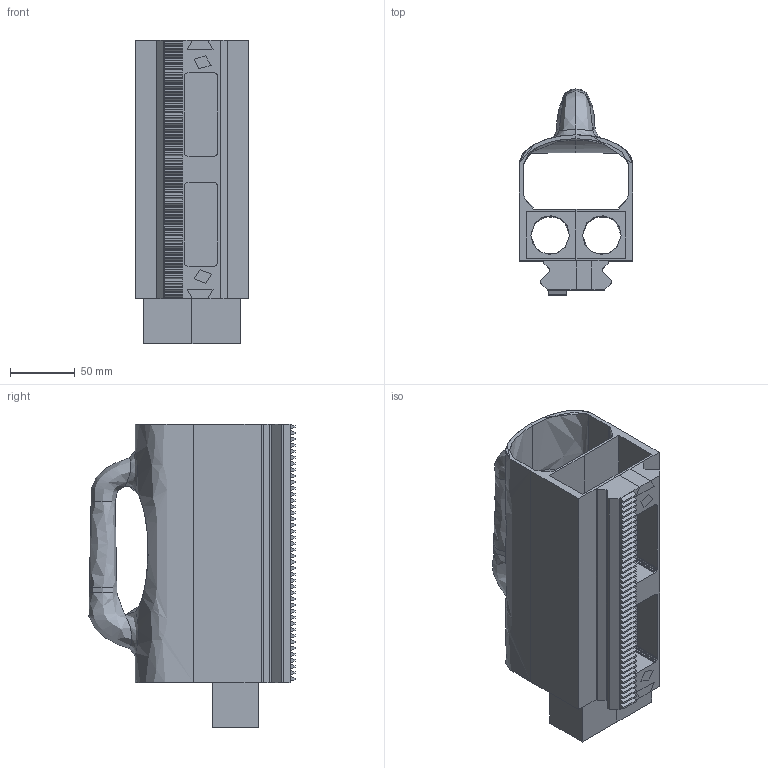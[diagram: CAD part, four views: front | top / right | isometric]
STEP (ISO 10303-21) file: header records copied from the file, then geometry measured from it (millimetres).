
FILE_DESCRIPTION(/* description */ (''),/* implementation_level */ '2;1');
FILE_NAME(/* name */ 'O_FDF1~1',/* time_stamp */ '2025-11-24T23:32:27+08:00',/* author */ (''),/* organization */ (''),/* preprocessor_version */ 'ST-DEVELOPER v16.5',/* originating_system */ '',/* authorisation */ '');
FILE_SCHEMA (('CONFIG_CONTROL_DESIGN'));
Length unit declared in the file: millimetre
Products named in the file (1): Document
Bounding box: 88.08 x 159.56 x 234.95 mm (x, y, z)
Volume: 752409.8 mm3; surface area: 209431.7 mm2
Topology: 1 solids, 1 shells, 337 faces, 964 edges, 629 vertices
Faces by surface type: plane 293, bspline 32, cylinder 12
Entity records: 32885 total; most frequent: CARTESIAN_POINT 26465, ORIENTED_EDGE 1928, EDGE_CURVE 964, B_SPLINE_CURVE_WITH_KNOTS 861, VERTEX_POINT 629, EDGE_LOOP 345, ADVANCED_FACE 337, FACE_OUTER_BOUND 337
